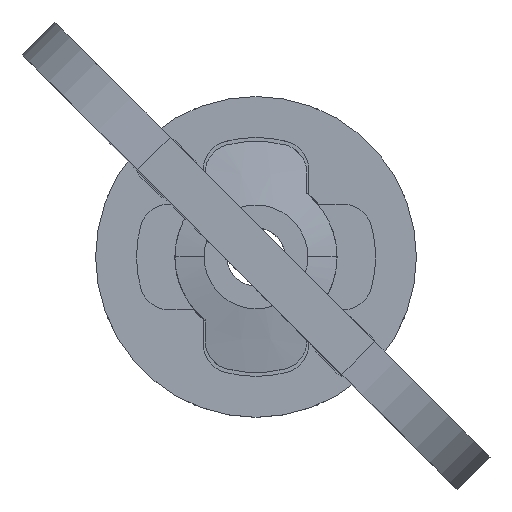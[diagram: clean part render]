
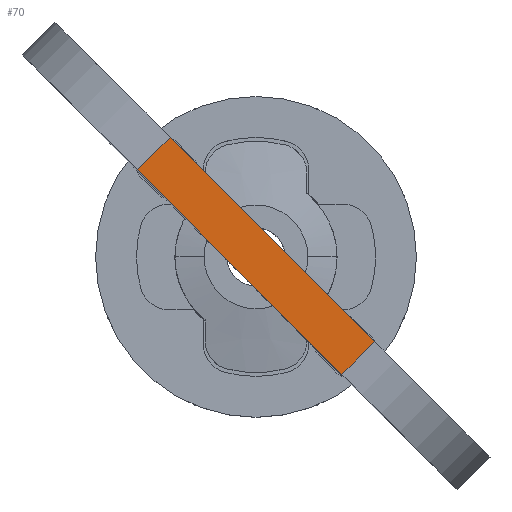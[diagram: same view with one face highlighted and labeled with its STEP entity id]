
A CAD part, top view. The second image highlights one B-rep face of the part: STEP entity #70.
In plain terms, the highlighted planar face has unit normal (0, 0, 1).
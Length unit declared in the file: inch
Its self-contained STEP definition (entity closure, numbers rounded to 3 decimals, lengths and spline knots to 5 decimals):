
#10 = CARTESIAN_POINT ( 'NONE',  ( 0.23178, -0.32017, 2.38507 ) ) ;
#70 = ADVANCED_FACE ( 'NONE', ( #1615 ), #1454, .F. ) ;
#99 = ORIENTED_EDGE ( 'NONE', *, *, #844, .F. ) ;
#152 = LINE ( 'NONE', #3434, #2282 ) ;
#243 = VECTOR ( 'NONE', #3432, 39.37008 ) ;
#247 = AXIS2_PLACEMENT_3D ( 'NONE', #862, #337, #549 ) ;
#337 = DIRECTION ( 'NONE',  ( 0., 0., -1. ) ) ;
#369 = ORIENTED_EDGE ( 'NONE', *, *, #893, .T. ) ;
#407 = LINE ( 'NONE', #1196, #2629 ) ;
#549 = DIRECTION ( 'NONE',  ( -1., 0., 0. ) ) ;
#844 = EDGE_CURVE ( 'NONE', #1128, #3527, #407, .T. ) ;
#862 = CARTESIAN_POINT ( 'NONE',  ( -1.37421, -1.37421, 2.38507 ) ) ;
#893 = EDGE_CURVE ( 'NONE', #1003, #3527, #1804, .T. ) ;
#902 = ORIENTED_EDGE ( 'NONE', *, *, #2181, .T. ) ;
#1003 = VERTEX_POINT ( 'NONE', #2928 ) ;
#1128 = VERTEX_POINT ( 'NONE', #1458 ) ;
#1176 = ORIENTED_EDGE ( 'NONE', *, *, #3477, .T. ) ;
#1196 = CARTESIAN_POINT ( 'NONE',  ( -1.65018, -1.09824, 2.38507 ) ) ;
#1197 = DIRECTION ( 'NONE',  ( 0.707, 0.707, 0. ) ) ;
#1454 = PLANE ( 'NONE',  #247 ) ;
#1458 = CARTESIAN_POINT ( 'NONE',  ( -0.32017, 0.23178, 2.38507 ) ) ;
#1575 = DIRECTION ( 'NONE',  ( 0.707, -0.707, 0. ) ) ;
#1615 = FACE_OUTER_BOUND ( 'NONE', #2954, .T. ) ;
#1804 = LINE ( 'NONE', #3445, #243 ) ;
#1863 = CARTESIAN_POINT ( 'NONE',  ( -0.04419, -0.04419, 2.38507 ) ) ;
#2037 = VECTOR ( 'NONE', #1575, 39.37008 ) ;
#2181 = EDGE_CURVE ( 'NONE', #1128, #2722, #2856, .T. ) ;
#2282 = VECTOR ( 'NONE', #1197, 39.37008 ) ;
#2608 = CARTESIAN_POINT ( 'NONE',  ( -0.23178, 0.32017, 2.38507 ) ) ;
#2629 = VECTOR ( 'NONE', #3433, 39.37008 ) ;
#2722 = VERTEX_POINT ( 'NONE', #10 ) ;
#2856 = LINE ( 'NONE', #1863, #2037 ) ;
#2928 = CARTESIAN_POINT ( 'NONE',  ( 0.32017, -0.23178, 2.38507 ) ) ;
#2954 = EDGE_LOOP ( 'NONE', ( #99, #902, #1176, #369 ) ) ;
#3432 = DIRECTION ( 'NONE',  ( -0.707, 0.707, 0. ) ) ;
#3433 = DIRECTION ( 'NONE',  ( 0.707, 0.707, 0. ) ) ;
#3434 = CARTESIAN_POINT ( 'NONE',  ( -1.09824, -1.65018, 2.38507 ) ) ;
#3445 = CARTESIAN_POINT ( 'NONE',  ( 0.04419, 0.04419, 2.38507 ) ) ;
#3477 = EDGE_CURVE ( 'NONE', #2722, #1003, #152, .T. ) ;
#3527 = VERTEX_POINT ( 'NONE', #2608 ) ;
